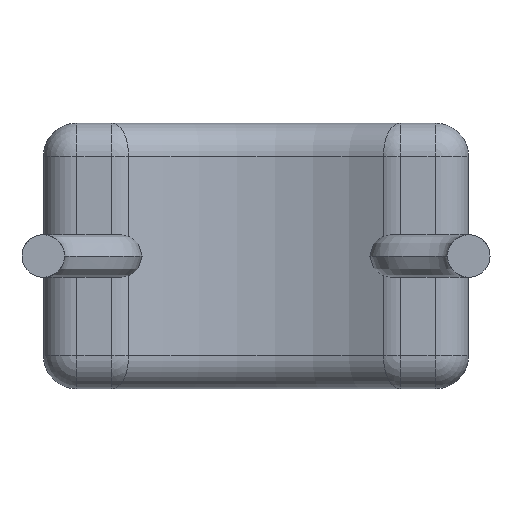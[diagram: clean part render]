
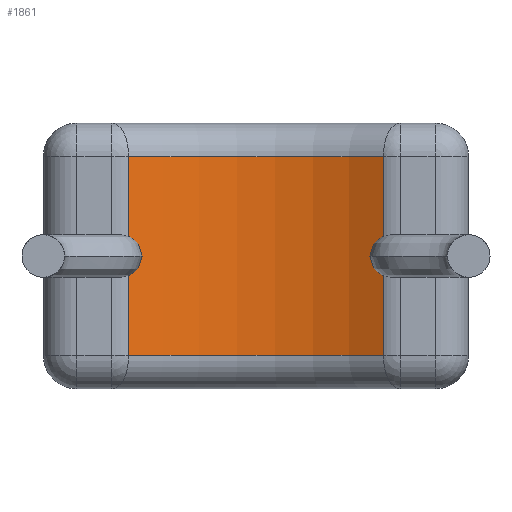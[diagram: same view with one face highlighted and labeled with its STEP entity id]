
A CAD part, front view. The second image highlights one B-rep face of the part: STEP entity #1861.
In plain terms, the highlighted cylindrical face has radius 3.007 mm (diameter 6.015 mm), a partial arc.
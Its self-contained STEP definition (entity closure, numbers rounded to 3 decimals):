
#87 = ORIENTED_EDGE ( 'NONE', *, *, #1206, .T. ) ;
#105 = CIRCLE ( 'NONE', #2955, 3.007 ) ;
#136 = CARTESIAN_POINT ( 'NONE',  ( 1.52, 2.595, -1.587 ) ) ;
#213 = DIRECTION ( 'NONE',  ( 0., 0., 1. ) ) ;
#288 = EDGE_LOOP ( 'NONE', ( #1828, #87, #3105, #1051 ) ) ;
#448 = CARTESIAN_POINT ( 'NONE',  ( 1.52, 2.595, 1.187 ) ) ;
#449 = CYLINDRICAL_SURFACE ( 'NONE', #1433, 3.007 ) ;
#723 = CIRCLE ( 'NONE', #2287, 3.007 ) ;
#734 = CARTESIAN_POINT ( 'NONE',  ( 1.52, 2.595, -1.188 ) ) ;
#890 = VERTEX_POINT ( 'NONE', #2745 ) ;
#927 = EDGE_CURVE ( 'NONE', #1332, #2627, #1839, .T. ) ;
#1051 = ORIENTED_EDGE ( 'NONE', *, *, #2711, .T. ) ;
#1206 = EDGE_CURVE ( 'NONE', #1594, #1332, #105, .T. ) ;
#1262 = CARTESIAN_POINT ( 'NONE',  ( -1.52, 2.595, -1.587 ) ) ;
#1332 = VERTEX_POINT ( 'NONE', #734 ) ;
#1433 = AXIS2_PLACEMENT_3D ( 'NONE', #1795, #213, #3111 ) ;
#1477 = DIRECTION ( 'NONE',  ( 0., 0., -1. ) ) ;
#1501 = VECTOR ( 'NONE', #2994, 1000. ) ;
#1569 = CARTESIAN_POINT ( 'NONE',  ( 0., 0., 1.187 ) ) ;
#1594 = VERTEX_POINT ( 'NONE', #2877 ) ;
#1795 = CARTESIAN_POINT ( 'NONE',  ( 0., 0., -1.587 ) ) ;
#1824 = DIRECTION ( 'NONE',  ( 1., 0., 0. ) ) ;
#1828 = ORIENTED_EDGE ( 'NONE', *, *, #3226, .F. ) ;
#1839 = LINE ( 'NONE', #136, #1501 ) ;
#1861 = ADVANCED_FACE ( 'NONE', ( #3424 ), #449, .F. ) ;
#2287 = AXIS2_PLACEMENT_3D ( 'NONE', #1569, #3399, #1824 ) ;
#2549 = DIRECTION ( 'NONE',  ( 0., 0., 1. ) ) ;
#2627 = VERTEX_POINT ( 'NONE', #448 ) ;
#2631 = VECTOR ( 'NONE', #2549, 1000. ) ;
#2711 = EDGE_CURVE ( 'NONE', #2627, #890, #723, .T. ) ;
#2745 = CARTESIAN_POINT ( 'NONE',  ( -1.52, 2.595, 1.187 ) ) ;
#2877 = CARTESIAN_POINT ( 'NONE',  ( -1.52, 2.595, -1.188 ) ) ;
#2955 = AXIS2_PLACEMENT_3D ( 'NONE', #3053, #1477, #3319 ) ;
#2994 = DIRECTION ( 'NONE',  ( 0., 0., 1. ) ) ;
#3053 = CARTESIAN_POINT ( 'NONE',  ( 0., 0., -1.188 ) ) ;
#3105 = ORIENTED_EDGE ( 'NONE', *, *, #927, .T. ) ;
#3111 = DIRECTION ( 'NONE',  ( 1., 0., 0. ) ) ;
#3226 = EDGE_CURVE ( 'NONE', #1594, #890, #3243, .T. ) ;
#3243 = LINE ( 'NONE', #1262, #2631 ) ;
#3319 = DIRECTION ( 'NONE',  ( 1., 0., 0. ) ) ;
#3399 = DIRECTION ( 'NONE',  ( 0., 0., 1. ) ) ;
#3424 = FACE_OUTER_BOUND ( 'NONE', #288, .T. ) ;
